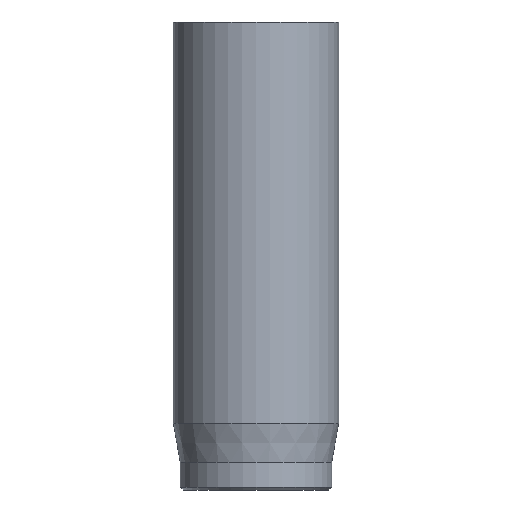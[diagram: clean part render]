
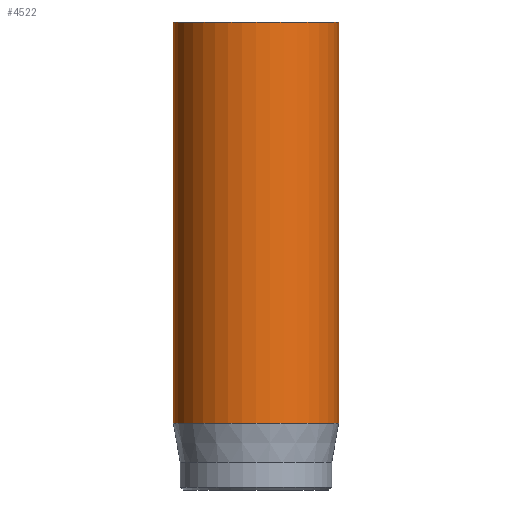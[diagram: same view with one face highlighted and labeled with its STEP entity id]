
A CAD part, front view. The second image highlights one B-rep face of the part: STEP entity #4522.
In plain terms, the highlighted cylindrical face has radius 3 mm (diameter 6 mm), a full revolution.
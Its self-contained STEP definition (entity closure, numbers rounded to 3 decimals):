
#32=CYLINDRICAL_SURFACE('',#4685,3.);
#47=CIRCLE('',#4651,3.);
#63=CIRCLE('',#4683,3.);
#64=CIRCLE('',#4684,3.);
#393=FACE_OUTER_BOUND('',#664,.T.);
#664=EDGE_LOOP('',(#4010,#4011,#4012,#4013,#4014));
#955=LINE('',#8964,#1254);
#1254=VECTOR('',#5153,3.);
#2031=VERTEX_POINT('',#8902);
#2047=VERTEX_POINT('',#8958);
#2048=VERTEX_POINT('',#8959);
#2684=EDGE_CURVE('',#2031,#2031,#47,.T.);
#2708=EDGE_CURVE('',#2047,#2048,#63,.T.);
#2709=EDGE_CURVE('',#2048,#2047,#64,.T.);
#2711=EDGE_CURVE('',#2031,#2047,#955,.T.);
#4010=ORIENTED_EDGE('',*,*,#2684,.T.);
#4011=ORIENTED_EDGE('',*,*,#2711,.T.);
#4012=ORIENTED_EDGE('',*,*,#2708,.T.);
#4013=ORIENTED_EDGE('',*,*,#2709,.T.);
#4014=ORIENTED_EDGE('',*,*,#2711,.F.);
#4522=ADVANCED_FACE('',(#393),#32,.T.);
#4651=AXIS2_PLACEMENT_3D('',#8903,#5074,#5075);
#4683=AXIS2_PLACEMENT_3D('',#8960,#5146,#5147);
#4684=AXIS2_PLACEMENT_3D('',#8961,#5148,#5149);
#4685=AXIS2_PLACEMENT_3D('',#8963,#5151,#5152);
#5074=DIRECTION('center_axis',(0.,0.,-1.));
#5075=DIRECTION('ref_axis',(-1.,0.,0.));
#5146=DIRECTION('center_axis',(0.,0.,1.));
#5147=DIRECTION('ref_axis',(-1.,0.,0.));
#5148=DIRECTION('center_axis',(0.,0.,1.));
#5149=DIRECTION('ref_axis',(-1.,0.,0.));
#5151=DIRECTION('center_axis',(0.,0.,1.));
#5152=DIRECTION('ref_axis',(-1.,0.,0.));
#5153=DIRECTION('',(0.,0.,-1.));
#8902=CARTESIAN_POINT('',(3.,0.,17.));
#8903=CARTESIAN_POINT('Origin',(0.,0.,17.));
#8958=CARTESIAN_POINT('',(3.,0.,2.418));
#8959=CARTESIAN_POINT('',(-3.,0.,2.418));
#8960=CARTESIAN_POINT('Origin',(0.,0.,2.418));
#8961=CARTESIAN_POINT('Origin',(0.,0.,2.418));
#8963=CARTESIAN_POINT('Origin',(0.,0.,0.));
#8964=CARTESIAN_POINT('',(3.,0.,0.));
